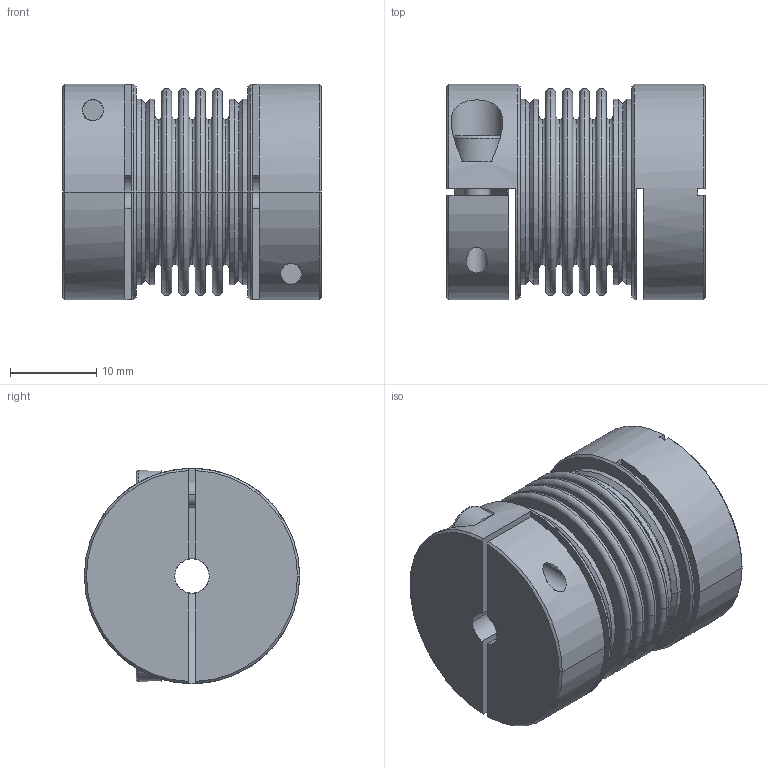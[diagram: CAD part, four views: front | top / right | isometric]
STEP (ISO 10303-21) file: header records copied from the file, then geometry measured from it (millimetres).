
FILE_DESCRIPTION(('STEP AP214'),'1');
FILE_NAME('ha-co_products_mke-50_-_4h7_-_4h7.stp','2019-08-20T04:57:49',('TraceParts'),('TraceParts S.A.'),'Spatial InterOp 3D',' ',' ');
FILE_SCHEMA(('AUTOMOTIVE_DESIGN { 1 0 10303 214 1 1 1 1 }'));
Length unit declared in the file: millimetre
Products named in the file (1): ha-co_products_mke-50_-_4h7_-_4h7
Bounding box: 30 x 25 x 25 mm (x, y, z)
Volume: 9231.6 mm3; surface area: 9888.4 mm2
Topology: 1 solids, 1 shells, 212 faces, 476 edges, 294 vertices
Faces by surface type: torus 76, plane 64, cylinder 48, cone 24
Entity records: 11774 total; most frequent: CARTESIAN_POINT 1217, DIRECTION 1196, STYLED_ITEM 983, PRESENTATION_STYLE_ASSIGNMENT 983, COLOUR_RGB 983, ORIENTED_EDGE 952, AXIS2_PLACEMENT_3D 523, EDGE_CURVE 476
